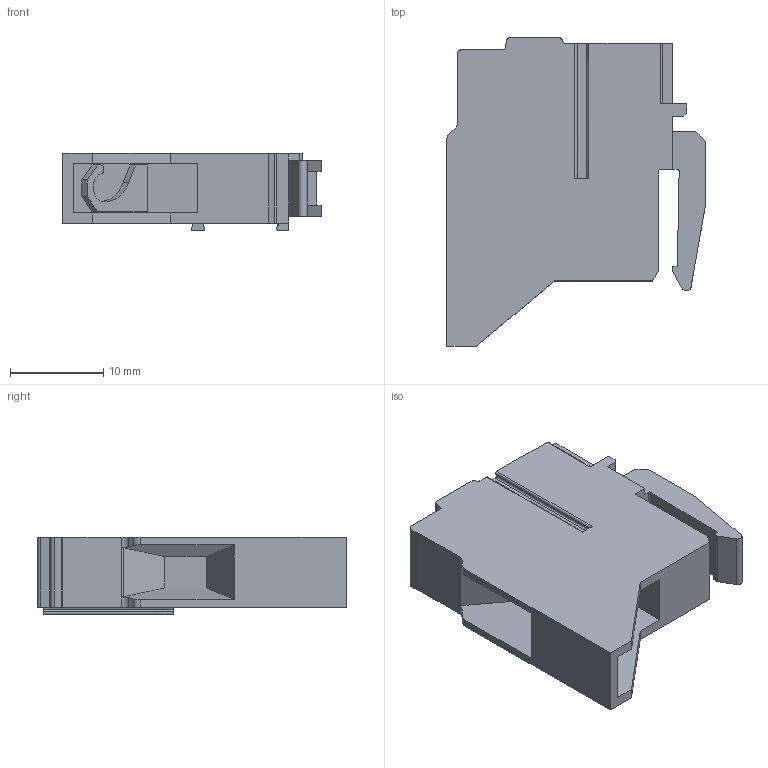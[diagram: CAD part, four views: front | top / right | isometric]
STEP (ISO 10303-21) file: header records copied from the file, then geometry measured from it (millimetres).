
FILE_DESCRIPTION((''),'2;1');
FILE_NAME('TK4_F_KUNDE_ASM','2023-04-04T',('Eugen John'),(''),'CREO PARAMETRIC BY PTC INC, 2018360','CREO PARAMETRIC BY PTC INC, 2018360','');
FILE_SCHEMA(('CONFIG_CONTROL_DESIGN'));
Length unit declared in the file: millimetre
Products named in the file (3): TK4_F; M3X7_5_KS_PZ1; TK4_F_KUNDE_ASM
Assembly tree (2 placements, depth 2):
  TK4_F_KUNDE_ASM
    TK4_F
    M3X7_5_KS_PZ1
Bounding box: 27.75 x 33.1 x 8.3 mm (x, y, z)
Volume: 3490.8 mm3; surface area: 3796.2 mm2
Topology: 2 solids, 2 shells, 216 faces, 604 edges, 395 vertices
Faces by surface type: plane 118, extrusion 50, cylinder 30, torus 10, cone 6, bspline 2
Entity records: 11252 total; most frequent: CARTESIAN_POINT 2364, ORIENTED_EDGE 1204, DIRECTION 898, PRESENTATION_STYLE_ASSIGNMENT 870, STYLED_ITEM 870, CURVE_STYLE 652, EDGE_CURVE 602, VECTOR 420
